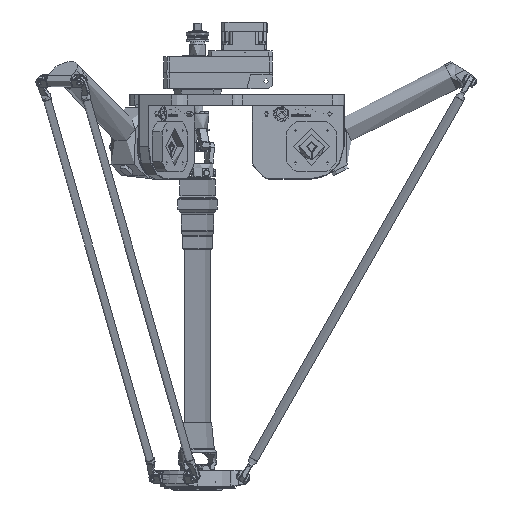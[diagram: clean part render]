
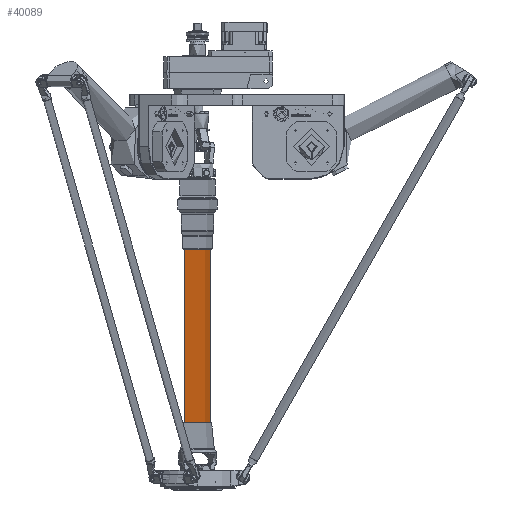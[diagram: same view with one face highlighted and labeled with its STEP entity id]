
A CAD part, front view. The second image highlights one B-rep face of the part: STEP entity #40089.
In plain terms, the highlighted cylindrical face has radius 33.5 mm (diameter 67 mm), a full revolution.
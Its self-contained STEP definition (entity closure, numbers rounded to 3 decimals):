
#1479=FACE_BOUND('',#10892,.T.);
#4634=CIRCLE('',#44377,33.5);
#4641=CIRCLE('',#44391,33.5);
#5425=CYLINDRICAL_SURFACE('',#44413,33.5);
#7742=FACE_OUTER_BOUND('',#10891,.T.);
#10891=EDGE_LOOP('',(#36296));
#10892=EDGE_LOOP('',(#36297));
#20719=VERTEX_POINT('',#76603);
#20726=VERTEX_POINT('',#76624);
#25920=EDGE_CURVE('',#20719,#20719,#4634,.T.);
#25927=EDGE_CURVE('',#20726,#20726,#4641,.T.);
#36296=ORIENTED_EDGE('',*,*,#25920,.F.);
#36297=ORIENTED_EDGE('',*,*,#25927,.T.);
#40089=ADVANCED_FACE('',(#7742,#1479),#5425,.T.);
#44377=AXIS2_PLACEMENT_3D('',#76604,#55565,#55566);
#44391=AXIS2_PLACEMENT_3D('',#76625,#55593,#55594);
#44413=AXIS2_PLACEMENT_3D('',#76657,#55637,#55638);
#55565=DIRECTION('center_axis',(0.,-1.,0.));
#55566=DIRECTION('ref_axis',(1.,0.,0.));
#55593=DIRECTION('center_axis',(0.,-1.,0.));
#55594=DIRECTION('ref_axis',(1.,0.,0.));
#55637=DIRECTION('center_axis',(0.,-1.,0.));
#55638=DIRECTION('ref_axis',(1.,0.,0.));
#76603=CARTESIAN_POINT('',(33.5,0.,0.));
#76604=CARTESIAN_POINT('Origin',(0.,0.,0.));
#76624=CARTESIAN_POINT('',(33.5,380.,0.));
#76625=CARTESIAN_POINT('Origin',(0.,380.,0.));
#76657=CARTESIAN_POINT('Origin',(0.,190.,0.));
